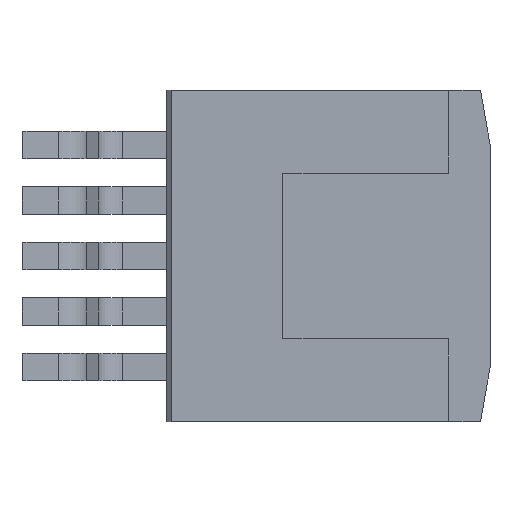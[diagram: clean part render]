
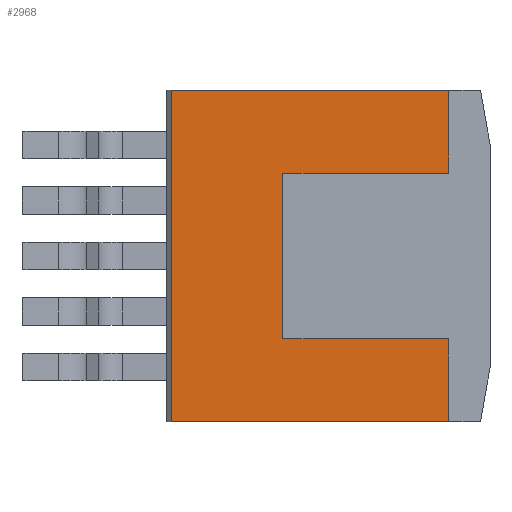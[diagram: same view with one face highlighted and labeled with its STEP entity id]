
A CAD part, front view. The second image highlights one B-rep face of the part: STEP entity #2968.
In plain terms, the highlighted planar face has unit normal (0, -1, 0).
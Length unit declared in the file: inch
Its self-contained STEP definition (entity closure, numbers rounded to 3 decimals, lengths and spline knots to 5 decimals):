
#170 = CARTESIAN_POINT ( 'NONE',  ( -0.10223, 0., -0.2 ) ) ;
#181 = ORIENTED_EDGE ( 'NONE', *, *, #1502, .F. ) ;
#253 = EDGE_CURVE ( 'NONE', #2581, #2221, #1506, .T. ) ;
#276 = CARTESIAN_POINT ( 'NONE',  ( 0.2325, 0., 0.2 ) ) ;
#447 = CARTESIAN_POINT ( 'NONE',  ( -0.10223, 0., -0.2 ) ) ;
#475 = EDGE_CURVE ( 'NONE', #3113, #3108, #2444, .T. ) ;
#524 = LINE ( 'NONE', #667, #2432 ) ;
#541 = DIRECTION ( 'NONE',  ( 0., 0., -1. ) ) ;
#588 = VECTOR ( 'NONE', #2628, 39.37008 ) ;
#600 = DIRECTION ( 'NONE',  ( 1., 0., 0. ) ) ;
#616 = CARTESIAN_POINT ( 'NONE',  ( 0.0325, 0., 0.1 ) ) ;
#667 = CARTESIAN_POINT ( 'NONE',  ( -0.10223, 0., 0.2 ) ) ;
#780 = CARTESIAN_POINT ( 'NONE',  ( -0.10223, 0., 0.2 ) ) ;
#809 = CARTESIAN_POINT ( 'NONE',  ( 0.0325, 0., -0.1 ) ) ;
#856 = CARTESIAN_POINT ( 'NONE',  ( 0.2325, 0., -0.1 ) ) ;
#868 = ORIENTED_EDGE ( 'NONE', *, *, #1688, .F. ) ;
#914 = CARTESIAN_POINT ( 'NONE',  ( 0.2325, 0., -0.2 ) ) ;
#1067 = CARTESIAN_POINT ( 'NONE',  ( -0.10223, 0., 0.2 ) ) ;
#1192 = ORIENTED_EDGE ( 'NONE', *, *, #3147, .T. ) ;
#1213 = LINE ( 'NONE', #1067, #1475 ) ;
#1255 = PLANE ( 'NONE',  #1471 ) ;
#1260 = VERTEX_POINT ( 'NONE', #856 ) ;
#1264 = VERTEX_POINT ( 'NONE', #2857 ) ;
#1320 = VECTOR ( 'NONE', #2194, 39.37008 ) ;
#1382 = ORIENTED_EDGE ( 'NONE', *, *, #2711, .T. ) ;
#1471 = AXIS2_PLACEMENT_3D ( 'NONE', #780, #2003, #1523 ) ;
#1475 = VECTOR ( 'NONE', #1591, 39.37008 ) ;
#1494 = LINE ( 'NONE', #2103, #2596 ) ;
#1502 = EDGE_CURVE ( 'NONE', #3108, #1260, #1494, .T. ) ;
#1506 = LINE ( 'NONE', #2818, #2088 ) ;
#1523 = DIRECTION ( 'NONE',  ( -1., 0., 0. ) ) ;
#1591 = DIRECTION ( 'NONE',  ( 0., 0., -1. ) ) ;
#1605 = VERTEX_POINT ( 'NONE', #914 ) ;
#1628 = CARTESIAN_POINT ( 'NONE',  ( 0.2325, 0., 0.2 ) ) ;
#1688 = EDGE_CURVE ( 'NONE', #1264, #2581, #524, .T. ) ;
#1764 = LINE ( 'NONE', #447, #1320 ) ;
#1834 = DIRECTION ( 'NONE',  ( 0., 0., -1. ) ) ;
#1864 = ORIENTED_EDGE ( 'NONE', *, *, #2055, .F. ) ;
#1897 = EDGE_LOOP ( 'NONE', ( #1864, #181, #2225, #2792, #2461, #868, #1192, #1382 ) ) ;
#2000 = LINE ( 'NONE', #276, #2939 ) ;
#2003 = DIRECTION ( 'NONE',  ( 0., 1., 0. ) ) ;
#2055 = EDGE_CURVE ( 'NONE', #1260, #1605, #2000, .T. ) ;
#2088 = VECTOR ( 'NONE', #1834, 39.37008 ) ;
#2103 = CARTESIAN_POINT ( 'NONE',  ( 0.2325, 0., -0.1 ) ) ;
#2107 = FACE_OUTER_BOUND ( 'NONE', #1897, .T. ) ;
#2194 = DIRECTION ( 'NONE',  ( 1., 0., 0. ) ) ;
#2195 = LINE ( 'NONE', #2602, #588 ) ;
#2221 = VERTEX_POINT ( 'NONE', #3109 ) ;
#2225 = ORIENTED_EDGE ( 'NONE', *, *, #475, .F. ) ;
#2237 = VERTEX_POINT ( 'NONE', #170 ) ;
#2432 = VECTOR ( 'NONE', #3199, 39.37008 ) ;
#2444 = LINE ( 'NONE', #616, #2682 ) ;
#2461 = ORIENTED_EDGE ( 'NONE', *, *, #253, .F. ) ;
#2550 = EDGE_CURVE ( 'NONE', #2221, #3113, #2195, .T. ) ;
#2581 = VERTEX_POINT ( 'NONE', #1628 ) ;
#2595 = DIRECTION ( 'NONE',  ( 0., 0., -1. ) ) ;
#2596 = VECTOR ( 'NONE', #600, 39.37008 ) ;
#2602 = CARTESIAN_POINT ( 'NONE',  ( 0.2325, 0., 0.1 ) ) ;
#2628 = DIRECTION ( 'NONE',  ( -1., 0., 0. ) ) ;
#2682 = VECTOR ( 'NONE', #2595, 39.37008 ) ;
#2711 = EDGE_CURVE ( 'NONE', #2237, #1605, #1764, .T. ) ;
#2792 = ORIENTED_EDGE ( 'NONE', *, *, #2550, .F. ) ;
#2818 = CARTESIAN_POINT ( 'NONE',  ( 0.2325, 0., 0.2 ) ) ;
#2857 = CARTESIAN_POINT ( 'NONE',  ( -0.10223, 0., 0.2 ) ) ;
#2939 = VECTOR ( 'NONE', #541, 39.37008 ) ;
#2968 = ADVANCED_FACE ( 'NONE', ( #2107 ), #1255, .F. ) ;
#3065 = CARTESIAN_POINT ( 'NONE',  ( 0.0325, 0., 0.1 ) ) ;
#3108 = VERTEX_POINT ( 'NONE', #809 ) ;
#3109 = CARTESIAN_POINT ( 'NONE',  ( 0.2325, 0., 0.1 ) ) ;
#3113 = VERTEX_POINT ( 'NONE', #3065 ) ;
#3147 = EDGE_CURVE ( 'NONE', #1264, #2237, #1213, .T. ) ;
#3199 = DIRECTION ( 'NONE',  ( 1., 0., 0. ) ) ;
